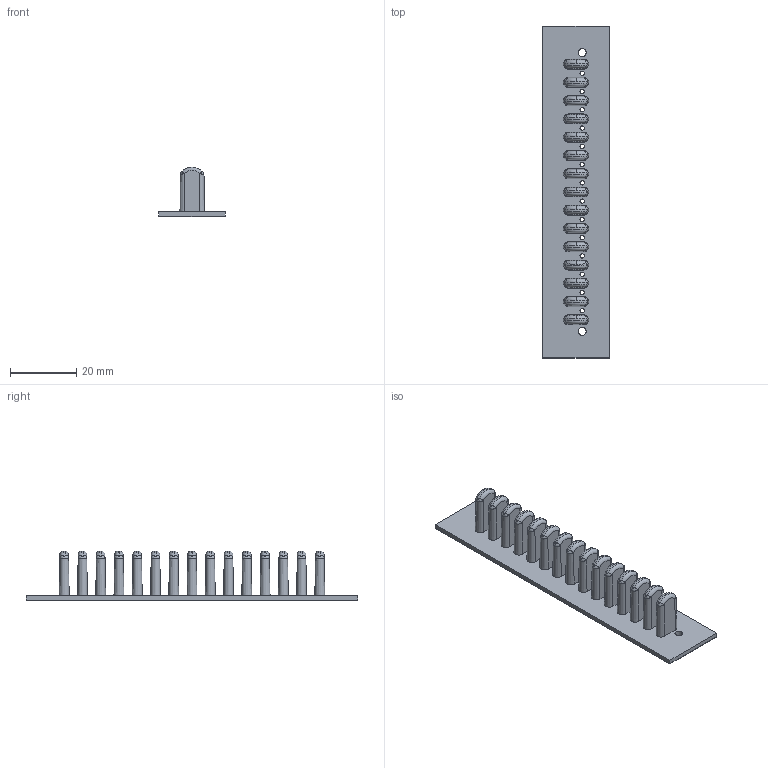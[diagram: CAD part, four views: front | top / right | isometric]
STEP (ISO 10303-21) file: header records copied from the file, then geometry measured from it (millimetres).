
FILE_DESCRIPTION (( 'STEP AP214' ), '1' );
FILE_NAME ('peigne_brosse_ghd_v2.STEP', '2021-02-01T15:44:55', ( '' ), ( '' ), 'SwSTEP 2.0', 'SolidWorks 2020', '' );
FILE_SCHEMA (( 'AUTOMOTIVE_DESIGN' ));
Length unit declared in the file: millimetre
Products named in the file (1): peigne_brosse_ghd_v2
Bounding box: 20 x 100 x 15 mm (x, y, z)
Volume: 6460.3 mm3; surface area: 7866.5 mm2
Topology: 1 solids, 1 shells, 233 faces, 562 edges, 348 vertices
Faces by surface type: bspline 75, cylinder 63, cone 45, plane 42, torus 8
Entity records: 10330 total; most frequent: CARTESIAN_POINT 5356, ORIENTED_EDGE 1124, DIRECTION 927, EDGE_CURVE 562, AXIS2_PLACEMENT_3D 375, VERTEX_POINT 348, EDGE_LOOP 282, FACE_OUTER_BOUND 233
